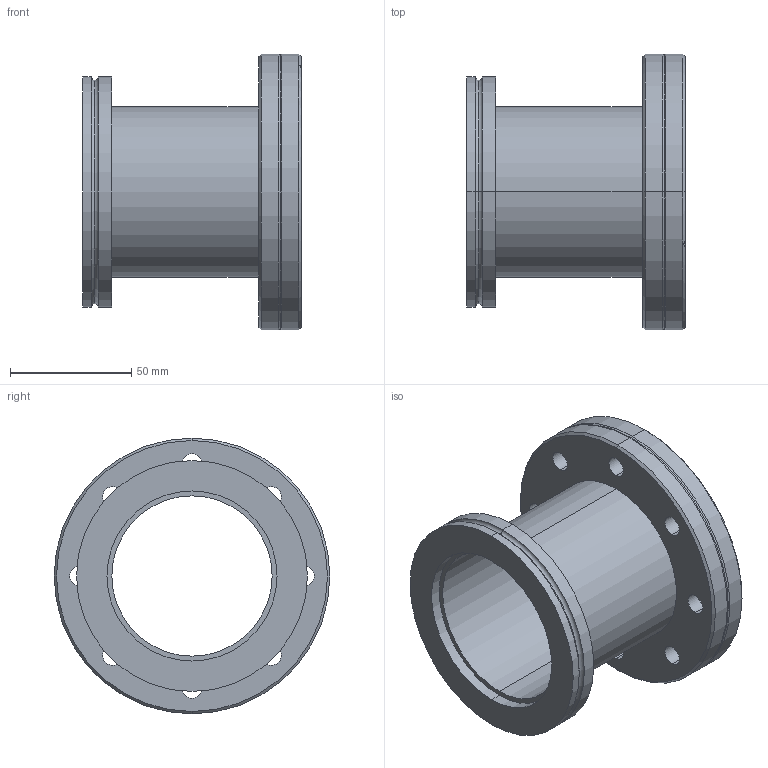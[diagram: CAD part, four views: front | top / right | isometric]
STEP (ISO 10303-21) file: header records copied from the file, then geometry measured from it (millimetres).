
FILE_DESCRIPTION (( 'STEP AP214' ), '1' );
FILE_NAME ('420RUG063-063-90.stp', '2017-05-31T11:15:14', ( '' ), ( '' ), 'SwSTEP 2.0', 'SolidWorks 2015', '' );
FILE_SCHEMA (( 'AUTOMOTIVE_DESIGN' ));
Length unit declared in the file: millimetre
Products named in the file (1): 420RUG063-063-90
Bounding box: 90 x 113.5 x 113.5 mm (x, y, z)
Volume: 169419.3 mm3; surface area: 71463.5 mm2
Topology: 1 solids, 1 shells, 68 faces, 158 edges, 98 vertices
Faces by surface type: cylinder 40, torus 10, plane 10, cone 8
Entity records: 2836 total; most frequent: DIRECTION 396, CARTESIAN_POINT 381, ORIENTED_EDGE 316, AXIS2_PLACEMENT_3D 173, EDGE_CURVE 158, CIRCLE 104, VERTEX_POINT 98, EDGE_LOOP 92
